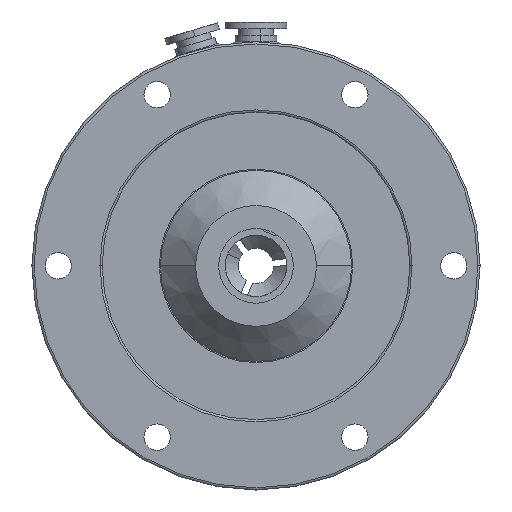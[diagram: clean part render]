
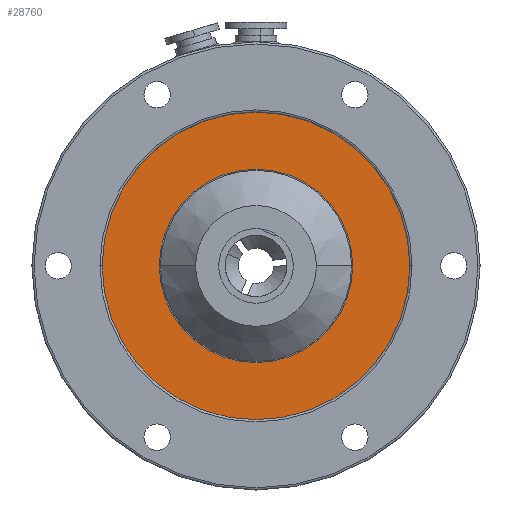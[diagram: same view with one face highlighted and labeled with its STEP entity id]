
A CAD part, left-side view. The second image highlights one B-rep face of the part: STEP entity #28760.
In plain terms, the highlighted planar face has unit normal (-1, 0, 0).
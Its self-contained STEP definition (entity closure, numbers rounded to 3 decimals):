
#65 = CIRCLE ( 'NONE', #2420, 35.005 ) ;
#1502 = EDGE_LOOP ( 'NONE', ( #5171, #44309 ) ) ;
#2420 = AXIS2_PLACEMENT_3D ( 'NONE', #14256, #9841, #2456 ) ;
#2456 = DIRECTION ( 'NONE',  ( 0., 1., 0. ) ) ;
#2981 = EDGE_CURVE ( 'NONE', #43877, #19221, #29960, .T. ) ;
#4071 = EDGE_CURVE ( 'NONE', #19221, #43877, #65, .T. ) ;
#4352 = CARTESIAN_POINT ( 'NONE',  ( 1061.388, -29.654, 0. ) ) ;
#5171 = ORIENTED_EDGE ( 'NONE', *, *, #23581, .F. ) ;
#6893 = AXIS2_PLACEMENT_3D ( 'NONE', #43405, #12842, #47559 ) ;
#7365 = CARTESIAN_POINT ( 'NONE',  ( 1061.388, 5.351, 0. ) ) ;
#7771 = FACE_OUTER_BOUND ( 'NONE', #15896, .T. ) ;
#8273 = DIRECTION ( 'NONE',  ( -1., 0., 0. ) ) ;
#9841 = DIRECTION ( 'NONE',  ( -1., 0., 0. ) ) ;
#12842 = DIRECTION ( 'NONE',  ( -1., 0., 0. ) ) ;
#14256 = CARTESIAN_POINT ( 'NONE',  ( 1061.388, -29.654, 0. ) ) ;
#15440 = PLANE ( 'NONE',  #46916 ) ;
#15451 = DIRECTION ( 'NONE',  ( 0., -1., 0. ) ) ;
#15896 = EDGE_LOOP ( 'NONE', ( #43092, #38320 ) ) ;
#15905 = CARTESIAN_POINT ( 'NONE',  ( 1061.388, -64.659, 0. ) ) ;
#18668 = DIRECTION ( 'NONE',  ( 0., 1., 0. ) ) ;
#19128 = CARTESIAN_POINT ( 'NONE',  ( 1061.388, -51.654, 0. ) ) ;
#19129 = DIRECTION ( 'NONE',  ( 1., 0., 0. ) ) ;
#19221 = VERTEX_POINT ( 'NONE', #15905 ) ;
#21858 = CIRCLE ( 'NONE', #6893, 22. ) ;
#22136 = VERTEX_POINT ( 'NONE', #19128 ) ;
#22806 = CARTESIAN_POINT ( 'NONE',  ( 1061.388, -29.654, 0. ) ) ;
#23295 = DIRECTION ( 'NONE',  ( 0., 1., 0. ) ) ;
#23581 = EDGE_CURVE ( 'NONE', #22136, #28602, #21858, .T. ) ;
#26789 = CARTESIAN_POINT ( 'NONE',  ( 1061.388, 5.246, 0. ) ) ;
#27948 = CIRCLE ( 'NONE', #33516, 22. ) ;
#28602 = VERTEX_POINT ( 'NONE', #38897 ) ;
#28760 = ADVANCED_FACE ( 'NONE', ( #30535, #7771 ), #15440, .F. ) ;
#29128 = AXIS2_PLACEMENT_3D ( 'NONE', #22806, #34219, #23295 ) ;
#29960 = CIRCLE ( 'NONE', #29128, 35.005 ) ;
#30535 = FACE_BOUND ( 'NONE', #1502, .T. ) ;
#33516 = AXIS2_PLACEMENT_3D ( 'NONE', #4352, #8273, #15451 ) ;
#34219 = DIRECTION ( 'NONE',  ( -1., 0., 0. ) ) ;
#38320 = ORIENTED_EDGE ( 'NONE', *, *, #2981, .T. ) ;
#38897 = CARTESIAN_POINT ( 'NONE',  ( 1061.388, -7.654, 0. ) ) ;
#40792 = EDGE_CURVE ( 'NONE', #28602, #22136, #27948, .T. ) ;
#43092 = ORIENTED_EDGE ( 'NONE', *, *, #4071, .T. ) ;
#43405 = CARTESIAN_POINT ( 'NONE',  ( 1061.388, -29.654, 0. ) ) ;
#43877 = VERTEX_POINT ( 'NONE', #7365 ) ;
#44309 = ORIENTED_EDGE ( 'NONE', *, *, #40792, .F. ) ;
#46916 = AXIS2_PLACEMENT_3D ( 'NONE', #26789, #19129, #18668 ) ;
#47559 = DIRECTION ( 'NONE',  ( 0., -1., 0. ) ) ;
